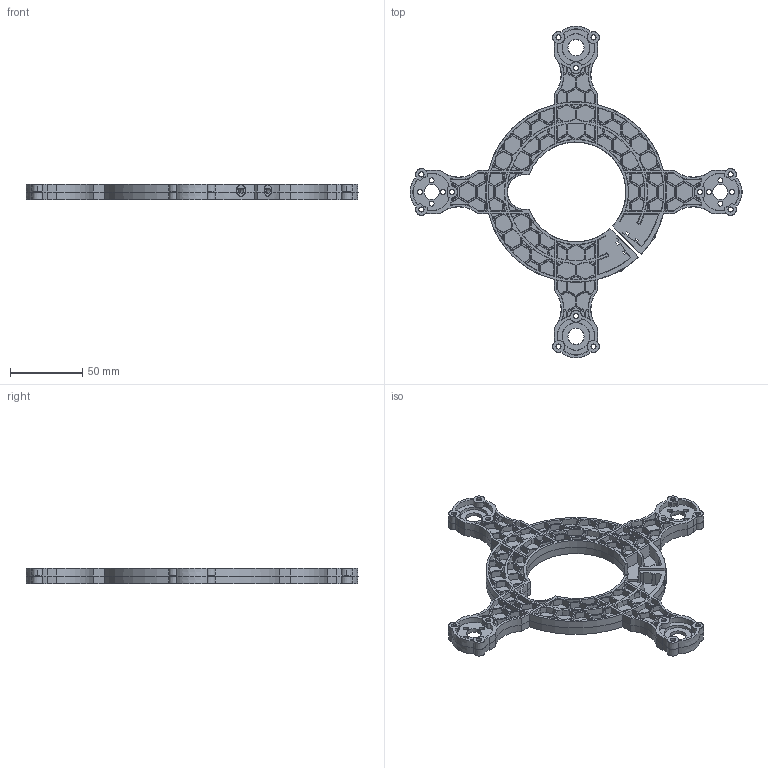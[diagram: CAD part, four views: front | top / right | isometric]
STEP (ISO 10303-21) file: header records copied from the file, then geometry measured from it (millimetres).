
FILE_DESCRIPTION(/* description */ ('STEP AP242','CAx-IF Rec.Pracs.---Representation and Presentation of Product Manufacturing Information (PMI)---4.0---2014-10-13','CAx-IF Rec.Pracs.---3D Tessellated Geometry---0.4---2014-09-14','2;1'),/* implementation_level */ '2;1');
FILE_NAME(/* name */ '660f1907da70f473768ea434',/* time_stamp */ '2024-04-04T21:18:01Z',/* author */ (''),/* organization */ (''),/* preprocessor_version */ 'ST-DEVELOPER v19.4',/* originating_system */ ' ',/* authorisation */ ' ');
FILE_SCHEMA (('AP242_MANAGED_MODEL_BASED_3D_ENGINEERING_MIM_LF { 1 0 10303 442 1 1 4 }'));
Products named in the file (1): Clamp base
Bounding box: 229.89 x 229.89 x 11 mm (x, y, z)
Volume: 71464.1 mm3; surface area: 73171.7 mm2
Topology: 1 solids, 9 shells, 2161 faces, 5501 edges, 3646 vertices
Faces by surface type: plane 1609, cone 538, cylinder 14
Entity records: 65534 total; most frequent: CARTESIAN_POINT 13850, ORIENTED_EDGE 10894, DIRECTION 10036, EDGE_CURVE 5447, VERTEX_POINT 3630, LINE 3460, VECTOR 3460, AXIS2_PLACEMENT_3D 3288
